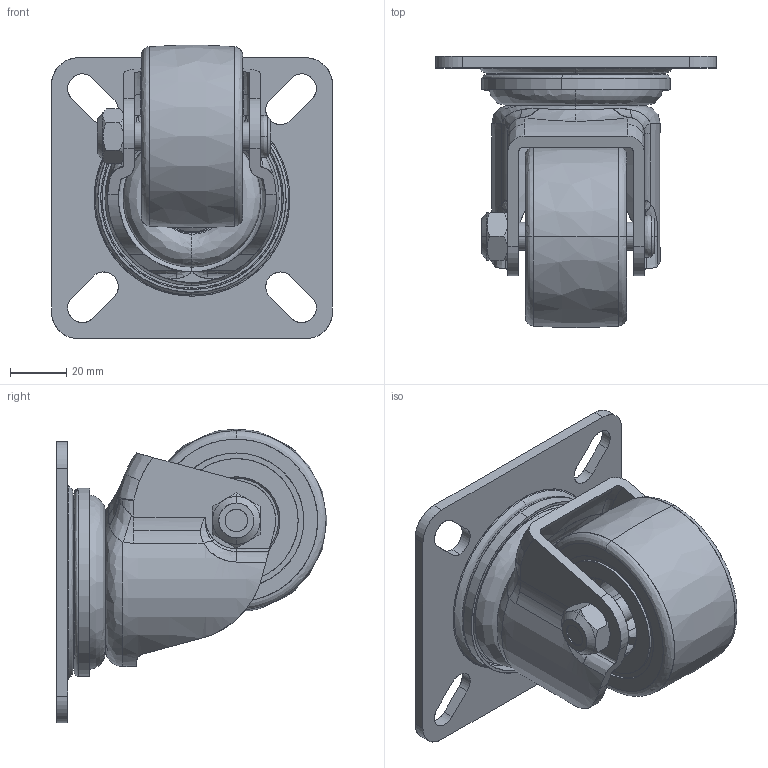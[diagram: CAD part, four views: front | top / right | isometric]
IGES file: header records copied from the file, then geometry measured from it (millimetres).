
Start section: SolidWorks IGES file using analytic representation for surfaces
Global section: file name: K-300HJ-65.IGS; native system: SolidWorks 2007; preprocessor: SolidWorks 2007; author: nhaneda; date: 101217.105220; units: millimetre
Bounding box: 100 x 96.44 x 104.44 mm (x, y, z)
Surface area: 80983 mm2 (no closed solid volume)
Topology: 0 solids, 0 shells, 347 faces, 5979 edges, 5960 vertices
Faces by surface type: bspline 210, revolution 137
